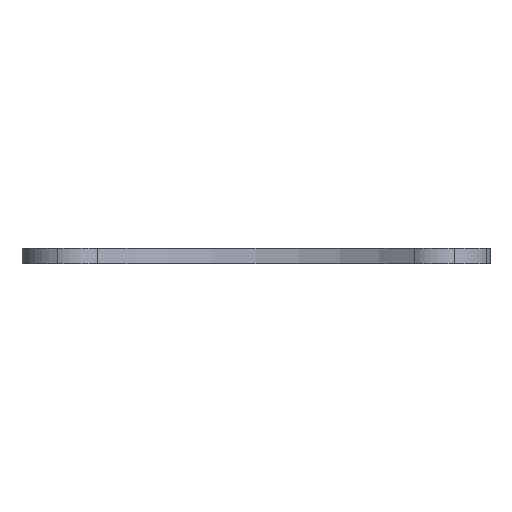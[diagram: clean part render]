
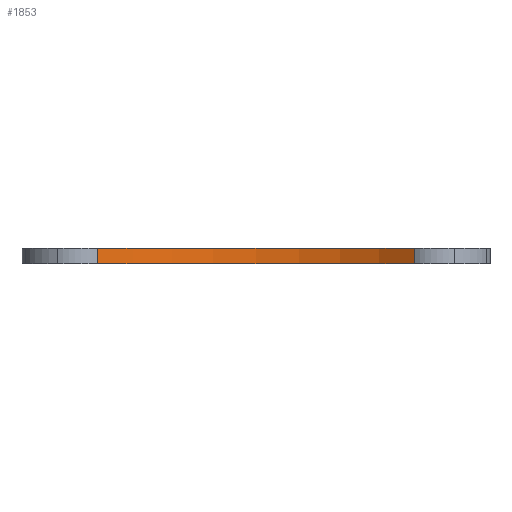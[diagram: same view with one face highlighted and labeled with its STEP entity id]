
A CAD part, front view. The second image highlights one B-rep face of the part: STEP entity #1853.
In plain terms, the highlighted cylindrical face has radius 327.5 mm (diameter 655 mm), a partial arc.
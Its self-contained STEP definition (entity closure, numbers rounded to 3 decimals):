
#204=CARTESIAN_POINT('Vertex',(51.15,-35.772,8.363)) ;
#207=CARTESIAN_POINT('Axis2P3D Location',(252.628,-293.963,8.363)) ;
#211=CARTESIAN_POINT('Vertex',(252.628,33.537,8.363)) ;
#214=CARTESIAN_POINT('Axis2P3D Location',(252.628,-293.963,8.363)) ;
#218=CARTESIAN_POINT('Vertex',(454.107,-35.772,8.363)) ;
#1004=CARTESIAN_POINT('Vertex',(454.107,-35.772,-11.637)) ;
#1007=CARTESIAN_POINT('Axis2P3D Location',(252.628,-293.963,-11.637)) ;
#1011=CARTESIAN_POINT('Vertex',(51.15,-35.772,-11.637)) ;
#1831=CARTESIAN_POINT('Axis2P3D Location',(252.628,-293.963,-0.977)) ;
#1836=CARTESIAN_POINT('Line Origine',(51.15,-35.772,-0.977)) ;
#1841=CARTESIAN_POINT('Line Origine',(454.107,-35.772,-0.977)) ;
#208=DIRECTION('Axis2P3D Direction',(0.,0.,-1.)) ;
#215=DIRECTION('Axis2P3D Direction',(0.,0.,-1.)) ;
#1008=DIRECTION('Axis2P3D Direction',(0.,0.,-1.)) ;
#1832=DIRECTION('Axis2P3D Direction',(0.,0.,-1.)) ;
#1833=DIRECTION('Axis2P3D XDirection',(0.,-1.,0.)) ;
#1837=DIRECTION('Vector Direction',(0.,0.,-1.)) ;
#1842=DIRECTION('Vector Direction',(0.,0.,-1.)) ;
#209=AXIS2_PLACEMENT_3D('Circle Axis2P3D',#207,#208,$) ;
#216=AXIS2_PLACEMENT_3D('Circle Axis2P3D',#214,#215,$) ;
#1009=AXIS2_PLACEMENT_3D('Circle Axis2P3D',#1007,#1008,$) ;
#1834=AXIS2_PLACEMENT_3D('Cylinder Axis2P3D',#1831,#1832,#1833) ;
#1847=ORIENTED_EDGE('',*,*,#1840,.F.) ;
#1848=ORIENTED_EDGE('',*,*,#1013,.T.) ;
#1849=ORIENTED_EDGE('',*,*,#1845,.T.) ;
#1850=ORIENTED_EDGE('',*,*,#220,.F.) ;
#1851=ORIENTED_EDGE('',*,*,#213,.F.) ;
#1838=VECTOR('Line Direction',#1837,1.) ;
#1843=VECTOR('Line Direction',#1842,1.) ;
#1853=ADVANCED_FACE('PartBody',(#1852),#1835,.F.) ;
#210=CIRCLE('generated circle',#209,327.5) ;
#217=CIRCLE('generated circle',#216,327.5) ;
#1010=CIRCLE('generated circle',#1009,327.5) ;
#1835=CYLINDRICAL_SURFACE('generated cylinder',#1834,327.5) ;
#213=EDGE_CURVE('',#205,#212,#210,.T.) ;
#220=EDGE_CURVE('',#212,#219,#217,.T.) ;
#1013=EDGE_CURVE('',#1012,#1005,#1010,.T.) ;
#1840=EDGE_CURVE('',#1012,#205,#1839,.F.) ;
#1845=EDGE_CURVE('',#1005,#219,#1844,.F.) ;
#1846=EDGE_LOOP('',(#1847,#1848,#1849,#1850,#1851)) ;
#1852=FACE_OUTER_BOUND('',#1846,.T.) ;
#1839=LINE('Line',#1836,#1838) ;
#1844=LINE('Line',#1841,#1843) ;
#205=VERTEX_POINT('',#204) ;
#212=VERTEX_POINT('',#211) ;
#219=VERTEX_POINT('',#218) ;
#1005=VERTEX_POINT('',#1004) ;
#1012=VERTEX_POINT('',#1011) ;
